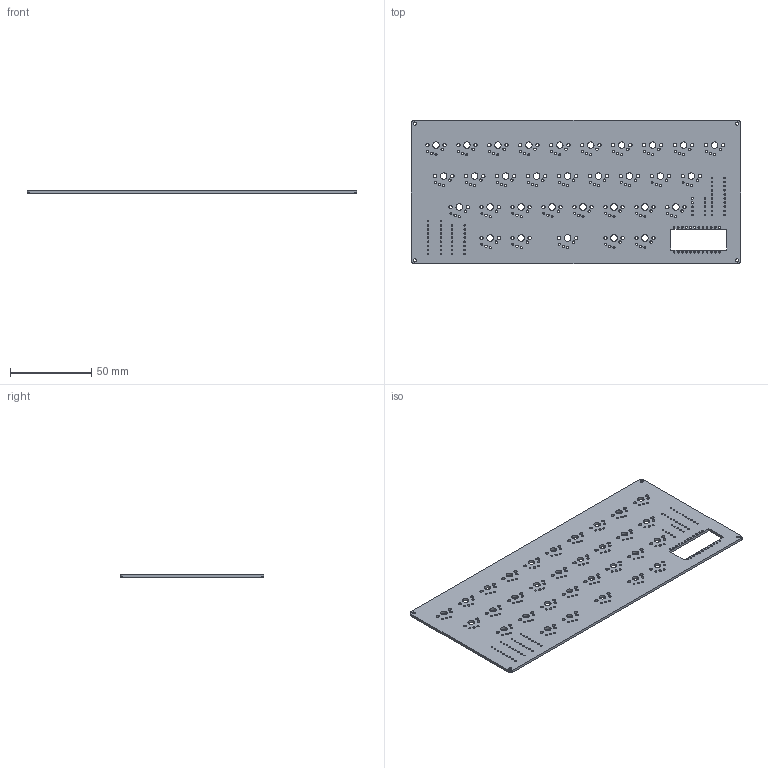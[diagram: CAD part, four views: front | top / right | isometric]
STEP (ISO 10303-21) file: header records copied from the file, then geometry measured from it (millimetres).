
FILE_DESCRIPTION(('KiCad electronic assembly'),'2;1');
FILE_NAME('keyboard.step','2022-03-04T09:09:21',('Pcbnew'),('Kicad'), 'Open CASCADE STEP processor 7.5','KiCad to STEP converter','Unknown' );
FILE_SCHEMA(('AUTOMOTIVE_DESIGN { 1 0 10303 214 1 1 1 1 }'));
Length unit declared in the file: millimetre
Products named in the file (2): keyboard 1; keyboard PCB
Assembly tree (1 placements, depth 2):
  keyboard 1
    keyboard PCB
Bounding box: 202.5 x 88.2 x 1.6 mm (x, y, z)
Volume: 26492.7 mm3; surface area: 36841.5 mm2
Topology: 1 solids, 1 shells, 610 faces, 1824 edges, 1216 vertices
Faces by surface type: cylinder 440, plane 170
Full cylindrical faces by diameter (mm): 1 x64, 1.092 x24, 1.2 x32, 1.27 x32, 1.5 x64, 3.988 x32
Entity records: 48379 total; most frequent: CARTESIAN_POINT 12836, DIRECTION 6440, ORIENTED_EDGE 3648, PCURVE 3648, DEFINITIONAL_REPRESENTATION 3648, LINE 3456, VECTOR 3456, EDGE_CURVE 1824
